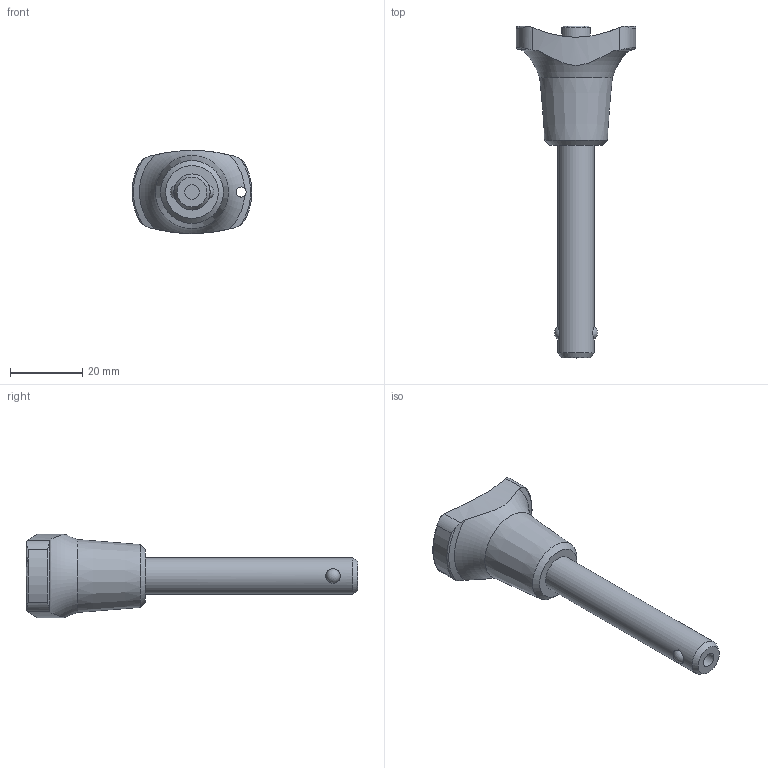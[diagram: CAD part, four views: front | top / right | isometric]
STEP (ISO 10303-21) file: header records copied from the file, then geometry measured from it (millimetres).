
FILE_DESCRIPTION( ( 'STEP AP214' ), '1' );
FILE_NAME( 'K0792.0033100500.stp', '2020-12-10T14:10:56', ( '' ), ( '' ), ' ', 'PARTsolutions', ' ' );
FILE_SCHEMA( ( 'AUTOMOTIVE_DESIGN { 1 0 10303 214 1 1 1 1 }' ) );
Length unit declared in the file: millimetre
Products named in the file (1): _K0792.0033100500
Bounding box: 33.2 x 91.9 x 23 mm (x, y, z)
Volume: 15029.9 mm3; surface area: 7522.2 mm2
Topology: 1 solids, 1 shells, 43 faces, 103 edges, 65 vertices
Faces by surface type: cylinder 19, plane 8, cone 8, torus 5, sphere 2, bspline 1
Full cylindrical faces by diameter (mm): 1.96 x1, 2.8 x1, 3.98 x2, 4 x4, 8 x2, 10 x1
Entity records: 1939 total; most frequent: CARTESIAN_POINT 727, DIRECTION 166, ORIENTED_EDGE 150, AXIS2_PLACEMENT_3D 79, EDGE_CURVE 75, EDGE_LOOP 73, VERTEX_POINT 60, FACE_OUTER_BOUND 56
